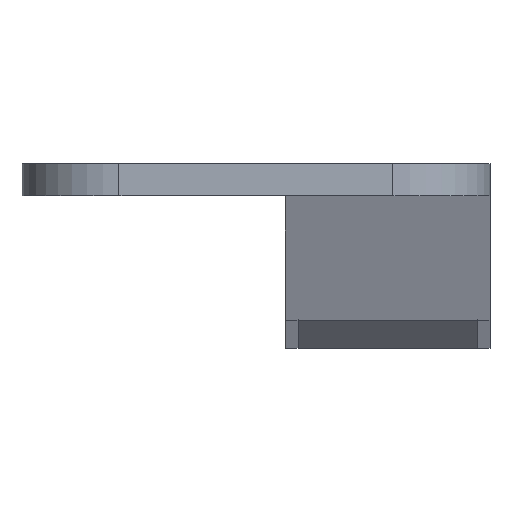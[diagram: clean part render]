
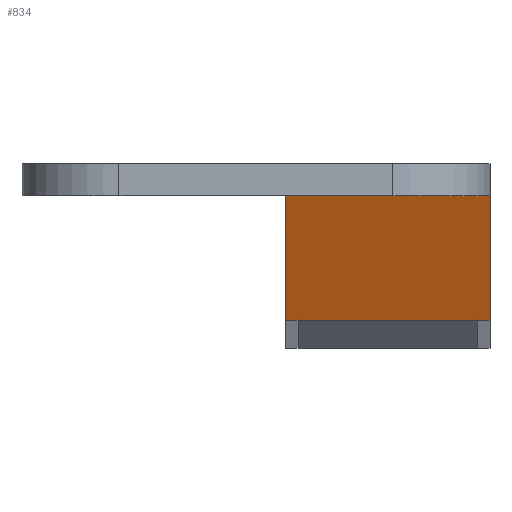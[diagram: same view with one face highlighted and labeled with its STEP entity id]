
A CAD part, front view. The second image highlights one B-rep face of the part: STEP entity #834.
In plain terms, the highlighted planar face has unit normal (0, -0.939, -0.345).
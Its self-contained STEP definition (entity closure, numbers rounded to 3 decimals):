
#128 = PLANE('',#129);
#129 = AXIS2_PLACEMENT_3D('',#130,#131,#132);
#130 = CARTESIAN_POINT('',(-9.857,6.602,0.));
#131 = DIRECTION('',(0.,0.,1.));
#132 = DIRECTION('',(1.,0.,0.));
#323 = VERTEX_POINT('',#324);
#324 = CARTESIAN_POINT('',(9.,10.,0.));
#350 = EDGE_CURVE('',#323,#351,#353,.T.);
#351 = VERTEX_POINT('',#352);
#352 = CARTESIAN_POINT('',(-10.,10.,0.));
#353 = SURFACE_CURVE('',#354,(#358,#365),.PCURVE_S1.);
#354 = LINE('',#355,#356);
#355 = CARTESIAN_POINT('',(9.,10.,0.));
#356 = VECTOR('',#357,1.);
#357 = DIRECTION('',(-1.,-0.,-0.));
#358 = PCURVE('',#128,#359);
#359 = DEFINITIONAL_REPRESENTATION('',(#360),#364);
#360 = LINE('',#361,#362);
#361 = CARTESIAN_POINT('',(18.857,3.398));
#362 = VECTOR('',#363,1.);
#363 = DIRECTION('',(-1.,0.));
#364 = ( GEOMETRIC_REPRESENTATION_CONTEXT(2) 
PARAMETRIC_REPRESENTATION_CONTEXT() REPRESENTATION_CONTEXT('2D SPACE',''
  ) );
#365 = PCURVE('',#366,#371);
#366 = PLANE('',#367);
#367 = AXIS2_PLACEMENT_3D('',#368,#369,#370);
#368 = CARTESIAN_POINT('',(9.,14.232,-11.526));
#369 = DIRECTION('',(0.,0.939,0.345));
#370 = DIRECTION('',(0.,-0.345,0.939));
#371 = DEFINITIONAL_REPRESENTATION('',(#372),#376);
#372 = LINE('',#373,#374);
#373 = CARTESIAN_POINT('',(12.278,0.));
#374 = VECTOR('',#375,1.);
#375 = DIRECTION('',(0.,-1.));
#376 = ( GEOMETRIC_REPRESENTATION_CONTEXT(2) 
PARAMETRIC_REPRESENTATION_CONTEXT() REPRESENTATION_CONTEXT('2D SPACE',''
  ) );
#394 = PLANE('',#395);
#395 = AXIS2_PLACEMENT_3D('',#396,#397,#398);
#396 = CARTESIAN_POINT('',(-10.,25.605,-4.61));
#397 = DIRECTION('',(1.,0.,0.));
#398 = DIRECTION('',(0.,1.,0.));
#790 = EDGE_CURVE('',#791,#351,#793,.T.);
#791 = VERTEX_POINT('',#792);
#792 = CARTESIAN_POINT('',(-10.,14.232,-11.526));
#793 = SURFACE_CURVE('',#794,(#798,#805),.PCURVE_S1.);
#794 = LINE('',#795,#796);
#795 = CARTESIAN_POINT('',(-10.,14.232,-11.526));
#796 = VECTOR('',#797,1.);
#797 = DIRECTION('',(0.,-0.345,0.939));
#798 = PCURVE('',#394,#799);
#799 = DEFINITIONAL_REPRESENTATION('',(#800),#804);
#800 = LINE('',#801,#802);
#801 = CARTESIAN_POINT('',(-11.373,-6.916));
#802 = VECTOR('',#803,1.);
#803 = DIRECTION('',(-0.345,0.939));
#804 = ( GEOMETRIC_REPRESENTATION_CONTEXT(2) 
PARAMETRIC_REPRESENTATION_CONTEXT() REPRESENTATION_CONTEXT('2D SPACE',''
  ) );
#805 = PCURVE('',#366,#806);
#806 = DEFINITIONAL_REPRESENTATION('',(#807),#811);
#807 = LINE('',#808,#809);
#808 = CARTESIAN_POINT('',(0.,-19.));
#809 = VECTOR('',#810,1.);
#810 = DIRECTION('',(1.,0.));
#811 = ( GEOMETRIC_REPRESENTATION_CONTEXT(2) 
PARAMETRIC_REPRESENTATION_CONTEXT() REPRESENTATION_CONTEXT('2D SPACE',''
  ) );
#834 = ADVANCED_FACE('',(#835),#366,.F.);
#835 = FACE_BOUND('',#836,.F.);
#836 = EDGE_LOOP('',(#837,#867,#895,#921,#922,#923));
#837 = ORIENTED_EDGE('',*,*,#838,.T.);
#838 = EDGE_CURVE('',#839,#841,#843,.T.);
#839 = VERTEX_POINT('',#840);
#840 = CARTESIAN_POINT('',(9.,14.232,-11.526));
#841 = VERTEX_POINT('',#842);
#842 = CARTESIAN_POINT('',(7.8,14.232,-11.526));
#843 = SURFACE_CURVE('',#844,(#848,#855),.PCURVE_S1.);
#844 = LINE('',#845,#846);
#845 = CARTESIAN_POINT('',(9.,14.232,-11.526));
#846 = VECTOR('',#847,1.);
#847 = DIRECTION('',(-1.,-0.,-0.));
#848 = PCURVE('',#366,#849);
#849 = DEFINITIONAL_REPRESENTATION('',(#850),#854);
#850 = LINE('',#851,#852);
#851 = CARTESIAN_POINT('',(0.,0.));
#852 = VECTOR('',#853,1.);
#853 = DIRECTION('',(0.,-1.));
#854 = ( GEOMETRIC_REPRESENTATION_CONTEXT(2) 
PARAMETRIC_REPRESENTATION_CONTEXT() REPRESENTATION_CONTEXT('2D SPACE',''
  ) );
#855 = PCURVE('',#856,#861);
#856 = PLANE('',#857);
#857 = AXIS2_PLACEMENT_3D('',#858,#859,#860);
#858 = CARTESIAN_POINT('',(9.,14.232,-11.526));
#859 = DIRECTION('',(0.,-0.101,-0.995));
#860 = DIRECTION('',(0.,0.995,-0.101));
#861 = DEFINITIONAL_REPRESENTATION('',(#862),#866);
#862 = LINE('',#863,#864);
#863 = CARTESIAN_POINT('',(0.,0.));
#864 = VECTOR('',#865,1.);
#865 = DIRECTION('',(0.,-1.));
#866 = ( GEOMETRIC_REPRESENTATION_CONTEXT(2) 
PARAMETRIC_REPRESENTATION_CONTEXT() REPRESENTATION_CONTEXT('2D SPACE',''
  ) );
#867 = ORIENTED_EDGE('',*,*,#868,.T.);
#868 = EDGE_CURVE('',#841,#869,#871,.T.);
#869 = VERTEX_POINT('',#870);
#870 = CARTESIAN_POINT('',(-8.8,14.232,-11.526));
#871 = SURFACE_CURVE('',#872,(#876,#883),.PCURVE_S1.);
#872 = LINE('',#873,#874);
#873 = CARTESIAN_POINT('',(9.,14.232,-11.526));
#874 = VECTOR('',#875,1.);
#875 = DIRECTION('',(-1.,-0.,-0.));
#876 = PCURVE('',#366,#877);
#877 = DEFINITIONAL_REPRESENTATION('',(#878),#882);
#878 = LINE('',#879,#880);
#879 = CARTESIAN_POINT('',(0.,0.));
#880 = VECTOR('',#881,1.);
#881 = DIRECTION('',(0.,-1.));
#882 = ( GEOMETRIC_REPRESENTATION_CONTEXT(2) 
PARAMETRIC_REPRESENTATION_CONTEXT() REPRESENTATION_CONTEXT('2D SPACE',''
  ) );
#883 = PCURVE('',#884,#889);
#884 = PLANE('',#885);
#885 = AXIS2_PLACEMENT_3D('',#886,#887,#888);
#886 = CARTESIAN_POINT('',(9.,14.232,-11.526));
#887 = DIRECTION('',(0.,0.707,-0.707));
#888 = DIRECTION('',(0.,0.707,0.707));
#889 = DEFINITIONAL_REPRESENTATION('',(#890),#894);
#890 = LINE('',#891,#892);
#891 = CARTESIAN_POINT('',(0.,0.));
#892 = VECTOR('',#893,1.);
#893 = DIRECTION('',(0.,-1.));
#894 = ( GEOMETRIC_REPRESENTATION_CONTEXT(2) 
PARAMETRIC_REPRESENTATION_CONTEXT() REPRESENTATION_CONTEXT('2D SPACE',''
  ) );
#895 = ORIENTED_EDGE('',*,*,#896,.T.);
#896 = EDGE_CURVE('',#869,#791,#897,.T.);
#897 = SURFACE_CURVE('',#898,(#902,#909),.PCURVE_S1.);
#898 = LINE('',#899,#900);
#899 = CARTESIAN_POINT('',(9.,14.232,-11.526));
#900 = VECTOR('',#901,1.);
#901 = DIRECTION('',(-1.,-0.,-0.));
#902 = PCURVE('',#366,#903);
#903 = DEFINITIONAL_REPRESENTATION('',(#904),#908);
#904 = LINE('',#905,#906);
#905 = CARTESIAN_POINT('',(0.,0.));
#906 = VECTOR('',#907,1.);
#907 = DIRECTION('',(0.,-1.));
#908 = ( GEOMETRIC_REPRESENTATION_CONTEXT(2) 
PARAMETRIC_REPRESENTATION_CONTEXT() REPRESENTATION_CONTEXT('2D SPACE',''
  ) );
#909 = PCURVE('',#910,#915);
#910 = PLANE('',#911);
#911 = AXIS2_PLACEMENT_3D('',#912,#913,#914);
#912 = CARTESIAN_POINT('',(-10.,39.899,-14.142));
#913 = DIRECTION('',(-0.,-0.101,-0.995));
#914 = DIRECTION('',(0.,-0.995,0.101));
#915 = DEFINITIONAL_REPRESENTATION('',(#916),#920);
#916 = LINE('',#917,#918);
#917 = CARTESIAN_POINT('',(25.801,-19.));
#918 = VECTOR('',#919,1.);
#919 = DIRECTION('',(0.,1.));
#920 = ( GEOMETRIC_REPRESENTATION_CONTEXT(2) 
PARAMETRIC_REPRESENTATION_CONTEXT() REPRESENTATION_CONTEXT('2D SPACE',''
  ) );
#921 = ORIENTED_EDGE('',*,*,#790,.T.);
#922 = ORIENTED_EDGE('',*,*,#350,.F.);
#923 = ORIENTED_EDGE('',*,*,#924,.F.);
#924 = EDGE_CURVE('',#839,#323,#925,.T.);
#925 = SURFACE_CURVE('',#926,(#930,#937),.PCURVE_S1.);
#926 = LINE('',#927,#928);
#927 = CARTESIAN_POINT('',(9.,14.232,-11.526));
#928 = VECTOR('',#929,1.);
#929 = DIRECTION('',(0.,-0.345,0.939));
#930 = PCURVE('',#366,#931);
#931 = DEFINITIONAL_REPRESENTATION('',(#932),#936);
#932 = LINE('',#933,#934);
#933 = CARTESIAN_POINT('',(0.,0.));
#934 = VECTOR('',#935,1.);
#935 = DIRECTION('',(1.,0.));
#936 = ( GEOMETRIC_REPRESENTATION_CONTEXT(2) 
PARAMETRIC_REPRESENTATION_CONTEXT() REPRESENTATION_CONTEXT('2D SPACE',''
  ) );
#937 = PCURVE('',#938,#943);
#938 = PLANE('',#939);
#939 = AXIS2_PLACEMENT_3D('',#940,#941,#942);
#940 = CARTESIAN_POINT('',(9.,25.605,-4.61));
#941 = DIRECTION('',(1.,0.,0.));
#942 = DIRECTION('',(0.,1.,0.));
#943 = DEFINITIONAL_REPRESENTATION('',(#944),#948);
#944 = LINE('',#945,#946);
#945 = CARTESIAN_POINT('',(-11.373,-6.916));
#946 = VECTOR('',#947,1.);
#947 = DIRECTION('',(-0.345,0.939));
#948 = ( GEOMETRIC_REPRESENTATION_CONTEXT(2) 
PARAMETRIC_REPRESENTATION_CONTEXT() REPRESENTATION_CONTEXT('2D SPACE',''
  ) );
